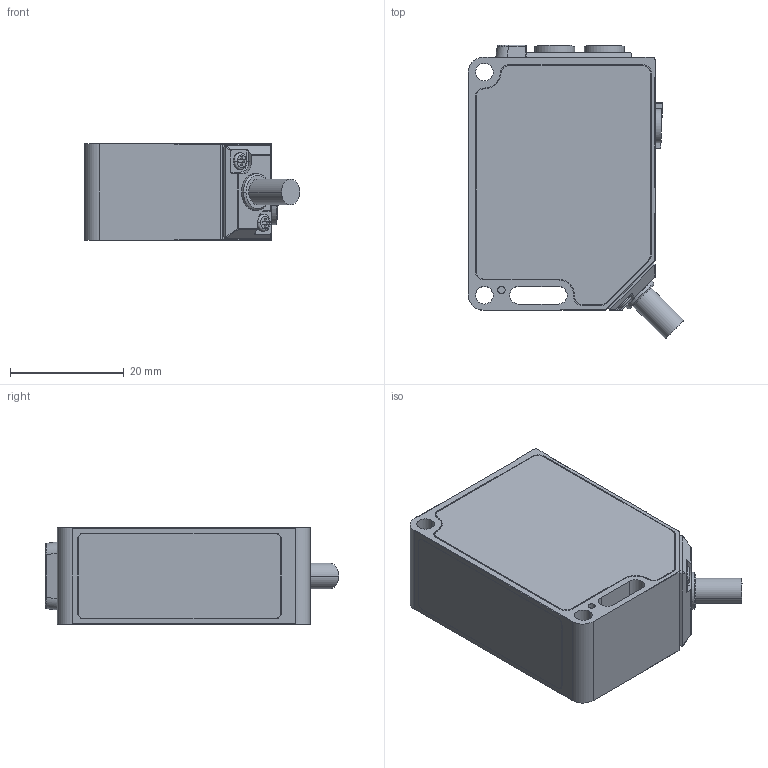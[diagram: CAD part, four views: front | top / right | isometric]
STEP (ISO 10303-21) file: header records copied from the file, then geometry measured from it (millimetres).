
FILE_DESCRIPTION((''),'2;1');
FILE_NAME('ASM0002_ASM','2017-12-27T',('Gavin'),(''),'PRO/ENGINEER BY PARAMETRIC TECHNOLOGY CORPORATION, 2009440','PRO/ENGINEER BY PARAMETRIC TECHNOLOGY CORPORATION, 2009440','');
FILE_SCHEMA(('CONFIG_CONTROL_DESIGN'));
Length unit declared in the file: millimetre
Products named in the file (3): ANALOG_TEACH_CABLE_PIGTA-174890; PRT0001; ASM0002_ASM
Assembly tree (2 placements, depth 2):
  ASM0002_ASM
    ANALOG_TEACH_CABLE_PIGTA-174890
    PRT0001
Bounding box: 37.8 x 51.5 x 17 mm (x, y, z)
Volume: 23483.1 mm3; surface area: 8022.4 mm2
Topology: 2 solids, 2 shells, 357 faces, 952 edges, 620 vertices
Faces by surface type: plane 204, cylinder 130, cone 6, torus 6, revolution 4, sphere 4, bspline 2, extrusion 1
Entity records: 11405 total; most frequent: CARTESIAN_POINT 2314, ORIENTED_EDGE 1892, DIRECTION 1857, EDGE_CURVE 946, VECTOR 645, LINE 644, VERTEX_POINT 620, AXIS2_PLACEMENT_3D 604
